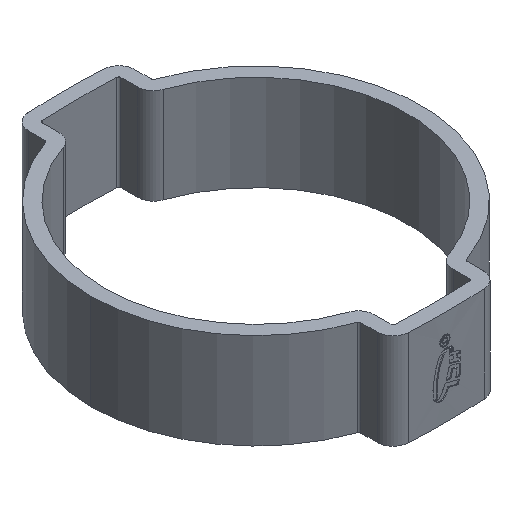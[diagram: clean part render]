
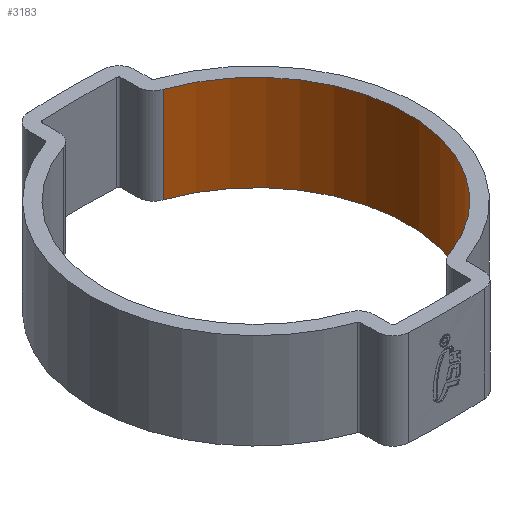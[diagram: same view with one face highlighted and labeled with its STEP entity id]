
A CAD part, isometric view. The second image highlights one B-rep face of the part: STEP entity #3183.
In plain terms, the highlighted cylindrical face has radius 14.25 mm (diameter 28.5 mm), a partial arc.
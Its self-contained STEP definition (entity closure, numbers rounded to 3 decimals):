
#184 = FACE_OUTER_BOUND ( 'NONE', #1256, .T. ) ;
#189 = CARTESIAN_POINT ( 'NONE',  ( 0., 0., 4.5 ) ) ;
#360 = EDGE_CURVE ( 'NONE', #3824, #786, #1365, .T. ) ;
#417 = DIRECTION ( 'NONE',  ( 0., 0., -1. ) ) ;
#718 = CARTESIAN_POINT ( 'NONE',  ( 4.705, -13.451, -4.5 ) ) ;
#786 = VERTEX_POINT ( 'NONE', #718 ) ;
#1154 = DIRECTION ( 'NONE',  ( -1., 0., 0. ) ) ;
#1256 = EDGE_LOOP ( 'NONE', ( #5649, #1642, #3592, #2932 ) ) ;
#1365 = LINE ( 'NONE', #3945, #1585 ) ;
#1435 = CARTESIAN_POINT ( 'NONE',  ( 4.705, 13.451, 4.5 ) ) ;
#1585 = VECTOR ( 'NONE', #5328, 1000. ) ;
#1594 = VECTOR ( 'NONE', #417, 1000. ) ;
#1631 = EDGE_CURVE ( 'NONE', #3824, #5012, #2247, .T. ) ;
#1642 = ORIENTED_EDGE ( 'NONE', *, *, #360, .F. ) ;
#1699 = CARTESIAN_POINT ( 'NONE',  ( 4.705, 13.451, -4.5 ) ) ;
#1820 = EDGE_CURVE ( 'NONE', #5012, #3037, #3088, .T. ) ;
#1885 = EDGE_CURVE ( 'NONE', #786, #3037, #3068, .T. ) ;
#2059 = AXIS2_PLACEMENT_3D ( 'NONE', #3706, #5489, #5454 ) ;
#2247 = CIRCLE ( 'NONE', #3638, 14.25 ) ;
#2545 = DIRECTION ( 'NONE',  ( 0., 0., 1. ) ) ;
#2913 = CARTESIAN_POINT ( 'NONE',  ( 0., 0., -4.5 ) ) ;
#2932 = ORIENTED_EDGE ( 'NONE', *, *, #1820, .T. ) ;
#3037 = VERTEX_POINT ( 'NONE', #1699 ) ;
#3068 = CIRCLE ( 'NONE', #3164, 14.25 ) ;
#3088 = LINE ( 'NONE', #1435, #1594 ) ;
#3164 = AXIS2_PLACEMENT_3D ( 'NONE', #2913, #2545, #5633 ) ;
#3183 = ADVANCED_FACE ( 'NONE', ( #184 ), #5028, .F. ) ;
#3592 = ORIENTED_EDGE ( 'NONE', *, *, #1631, .T. ) ;
#3638 = AXIS2_PLACEMENT_3D ( 'NONE', #189, #4386, #1154 ) ;
#3706 = CARTESIAN_POINT ( 'NONE',  ( 0., 0., 4.5 ) ) ;
#3824 = VERTEX_POINT ( 'NONE', #4433 ) ;
#3945 = CARTESIAN_POINT ( 'NONE',  ( 4.705, -13.451, 4.5 ) ) ;
#4386 = DIRECTION ( 'NONE',  ( 0., 0., 1. ) ) ;
#4433 = CARTESIAN_POINT ( 'NONE',  ( 4.705, -13.451, 4.5 ) ) ;
#4669 = CARTESIAN_POINT ( 'NONE',  ( 4.705, 13.451, 4.5 ) ) ;
#5012 = VERTEX_POINT ( 'NONE', #4669 ) ;
#5028 = CYLINDRICAL_SURFACE ( 'NONE', #2059, 14.25 ) ;
#5328 = DIRECTION ( 'NONE',  ( 0., 0., -1. ) ) ;
#5454 = DIRECTION ( 'NONE',  ( -1., 0., 0. ) ) ;
#5489 = DIRECTION ( 'NONE',  ( 0., 0., -1. ) ) ;
#5633 = DIRECTION ( 'NONE',  ( -1., 0., 0. ) ) ;
#5649 = ORIENTED_EDGE ( 'NONE', *, *, #1885, .F. ) ;
